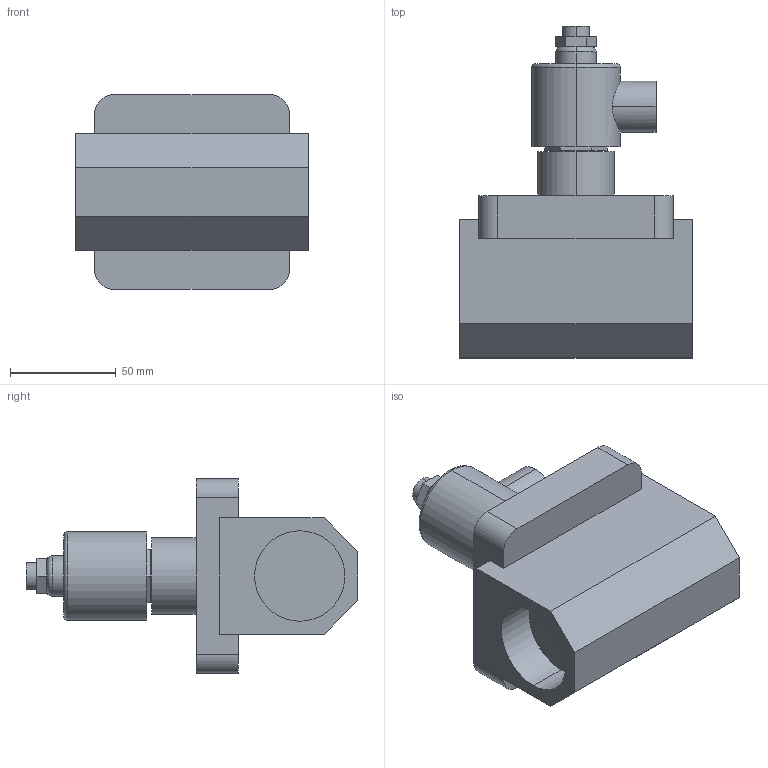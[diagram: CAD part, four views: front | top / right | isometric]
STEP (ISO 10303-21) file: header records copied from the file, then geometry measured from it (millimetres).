
FILE_DESCRIPTION (( 'STEP AP214' ), '1' );
FILE_NAME ('YS212A-G.STEP', '2025-09-08T05:37:48', ( '' ), ( '' ), 'SwSTEP 2.0', 'SolidWorks 2024', '' );
FILE_SCHEMA (( 'AUTOMOTIVE_DESIGN' ));
Length unit declared in the file: millimetre
Products named in the file (3): AS302A_AS302A; ZS212_6G; YS212A-G
Assembly tree (2 placements, depth 2):
  YS212A-G
    ZS212_6G
    AS302A_AS302A
Bounding box: 110 x 156.8 x 92 mm (x, y, z)
Volume: 521632.4 mm3; surface area: 62071.1 mm2
Topology: 2 solids, 2 shells, 74 faces, 168 edges, 108 vertices
Faces by surface type: plane 46, cylinder 24, torus 4
Entity records: 2258 total; most frequent: CARTESIAN_POINT 455, DIRECTION 382, ORIENTED_EDGE 336, EDGE_CURVE 168, AXIS2_PLACEMENT_3D 137, VECTOR 108, VERTEX_POINT 108, LINE 108
